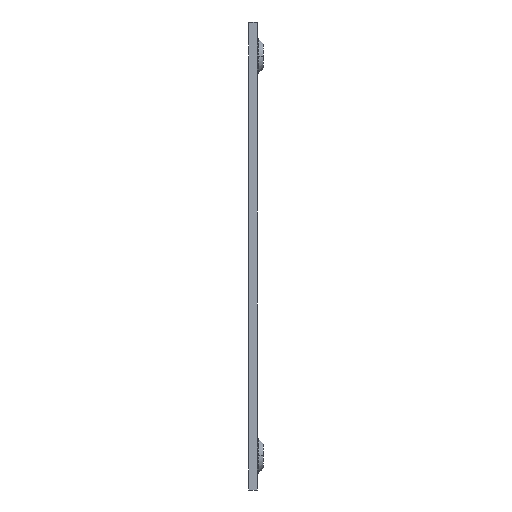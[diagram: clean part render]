
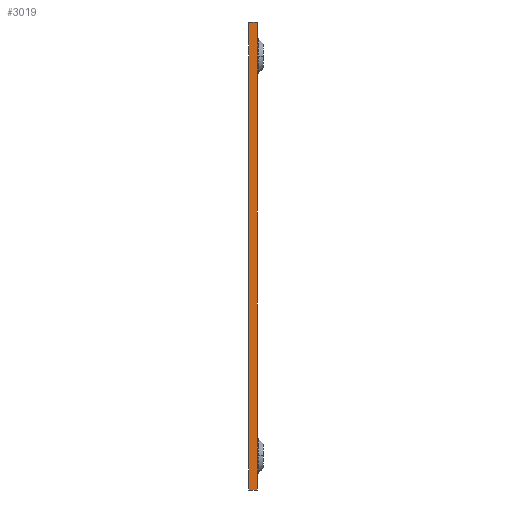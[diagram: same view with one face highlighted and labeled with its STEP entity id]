
A CAD part, left-side view. The second image highlights one B-rep face of the part: STEP entity #3019.
In plain terms, the highlighted planar face has unit normal (-1, 0, 0).
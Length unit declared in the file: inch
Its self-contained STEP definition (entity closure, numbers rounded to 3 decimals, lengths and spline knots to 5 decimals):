
#2 = EDGE_CURVE ( 'NONE', #2855, #2844, #312, .T. ) ;
#309 = DIRECTION ( 'NONE',  ( 0., 0., 1. ) ) ;
#310 = VECTOR ( 'NONE', #309, 39.37008 ) ;
#311 = CARTESIAN_POINT ( 'NONE',  ( -1.34, 0., -1.615 ) ) ;
#312 = LINE ( 'NONE', #311, #310 ) ;
#1033 = DIRECTION ( 'NONE',  ( 0., 0., 1. ) ) ;
#1034 = VECTOR ( 'NONE', #1033, 39.37008 ) ;
#1035 = CARTESIAN_POINT ( 'NONE',  ( -1.34, 0.06, -1.615 ) ) ;
#1036 = LINE ( 'NONE', #1035, #1034 ) ;
#1122 = CARTESIAN_POINT ( 'NONE',  ( -1.34, 0.06, -1.615 ) ) ;
#1156 = CARTESIAN_POINT ( 'NONE',  ( -1.34, 0.06, 1.615 ) ) ;
#1940 = DIRECTION ( 'NONE',  ( 0., -1., 0. ) ) ;
#1941 = VECTOR ( 'NONE', #1940, 39.37008 ) ;
#1942 = CARTESIAN_POINT ( 'NONE',  ( -1.34, 0.06, 1.615 ) ) ;
#1943 = LINE ( 'NONE', #1942, #1941 ) ;
#1944 = DIRECTION ( 'NONE',  ( 0., -1., 0. ) ) ;
#1945 = VECTOR ( 'NONE', #1944, 39.37008 ) ;
#1946 = CARTESIAN_POINT ( 'NONE',  ( -1.34, 0.06, -1.615 ) ) ;
#1947 = LINE ( 'NONE', #1946, #1945 ) ;
#2010 = CARTESIAN_POINT ( 'NONE',  ( -1.34, 0., 1.615 ) ) ;
#2060 = CARTESIAN_POINT ( 'NONE',  ( -1.34, 0., -1.615 ) ) ;
#2261 = DIRECTION ( 'NONE',  ( 0., 0., 1. ) ) ;
#2262 = DIRECTION ( 'NONE',  ( -1., 0., 0. ) ) ;
#2263 = CARTESIAN_POINT ( 'NONE',  ( -1.34, 0.06, -1.615 ) ) ;
#2264 = AXIS2_PLACEMENT_3D ( 'NONE', #2263, #2262, #2261 ) ;
#2265 = PLANE ( 'NONE',  #2264 ) ;
#2266 = FACE_OUTER_BOUND ( 'NONE', #2796, .T. ) ;
#2300 = EDGE_CURVE ( 'NONE', #2319, #2333, #1036, .T. ) ;
#2319 = VERTEX_POINT ( 'NONE', #1122 ) ;
#2333 = VERTEX_POINT ( 'NONE', #1156 ) ;
#2793 = ORIENTED_EDGE ( 'NONE', *, *, #2795, .T. ) ;
#2794 = ORIENTED_EDGE ( 'NONE', *, *, #2300, .F. ) ;
#2795 = EDGE_CURVE ( 'NONE', #2319, #2855, #1947, .T. ) ;
#2796 = EDGE_LOOP ( 'NONE', ( #2797, #2794, #2793, #2799 ) ) ;
#2797 = ORIENTED_EDGE ( 'NONE', *, *, #2798, .F. ) ;
#2798 = EDGE_CURVE ( 'NONE', #2333, #2844, #1943, .T. ) ;
#2799 = ORIENTED_EDGE ( 'NONE', *, *, #2, .T. ) ;
#2844 = VERTEX_POINT ( 'NONE', #2010 ) ;
#2855 = VERTEX_POINT ( 'NONE', #2060 ) ;
#3019 = ADVANCED_FACE ( 'NONE', ( #2266 ), #2265, .T. ) ;
